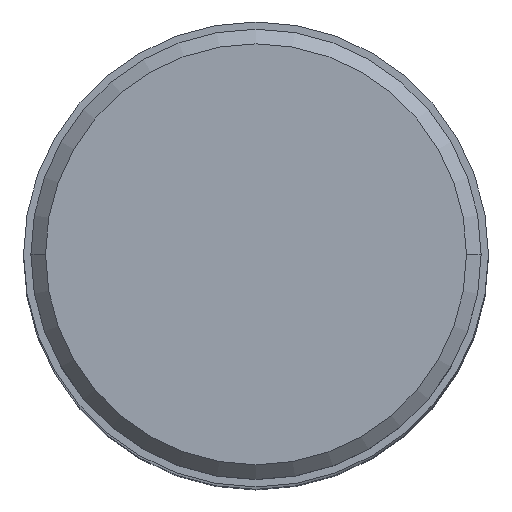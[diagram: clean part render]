
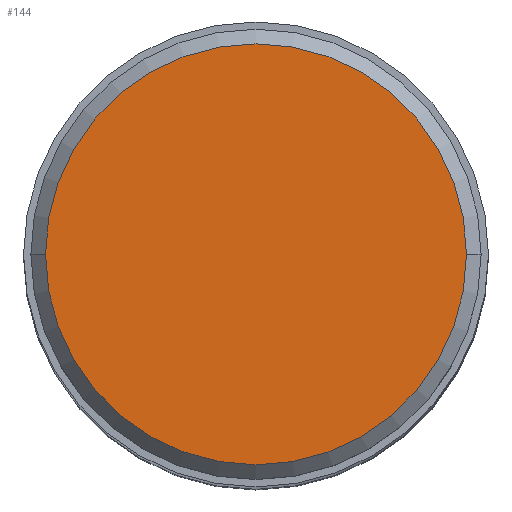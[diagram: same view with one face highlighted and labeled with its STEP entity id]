
A CAD part, top view. The second image highlights one B-rep face of the part: STEP entity #144.
In plain terms, the highlighted planar face has unit normal (0, 0, 1).
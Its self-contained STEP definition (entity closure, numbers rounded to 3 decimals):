
#31=PLANE('',#1315);
#144=ADVANCED_FACE('',(#278),#31,.F.);
#278=FACE_OUTER_BOUND('',#348,.T.);
#348=EDGE_LOOP('',(#606,#607));
#606=ORIENTED_EDGE('',*,*,#822,.T.);
#607=ORIENTED_EDGE('',*,*,#821,.T.);
#688=VERTEX_POINT('',#2705);
#689=VERTEX_POINT('',#2707);
#821=EDGE_CURVE('',#688,#689,#991,.T.);
#822=EDGE_CURVE('',#689,#688,#992,.T.);
#991=CIRCLE('',#1312,14.375);
#992=CIRCLE('',#1314,14.375);
#1312=AXIS2_PLACEMENT_3D('',#2708,#1615,#1616);
#1314=AXIS2_PLACEMENT_3D('',#2710,#1619,#1620);
#1315=AXIS2_PLACEMENT_3D('',#2711,#1621,#1622);
#1615=DIRECTION('',(0.,0.,1.));
#1616=DIRECTION('',(-1.,0.,0.));
#1619=DIRECTION('',(0.,0.,1.));
#1620=DIRECTION('',(1.,0.,0.));
#1621=DIRECTION('',(0.,0.,-1.));
#1622=DIRECTION('',(-1.,0.,0.));
#2705=CARTESIAN_POINT('',(-14.375,0.,0.));
#2707=CARTESIAN_POINT('',(14.375,0.,0.));
#2708=CARTESIAN_POINT('',(0.,0.,0.));
#2710=CARTESIAN_POINT('',(0.,0.,0.));
#2711=CARTESIAN_POINT('',(0.,0.,0.));
